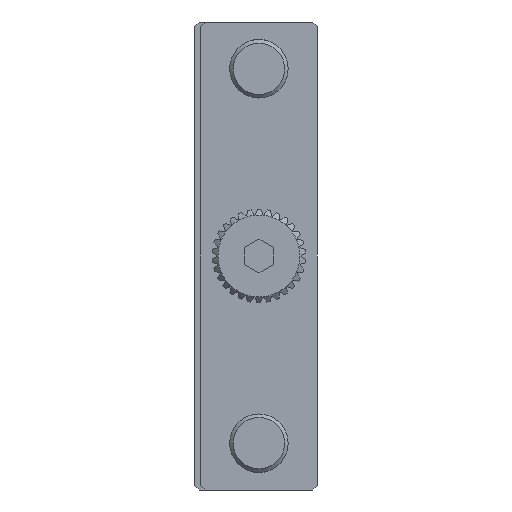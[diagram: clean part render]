
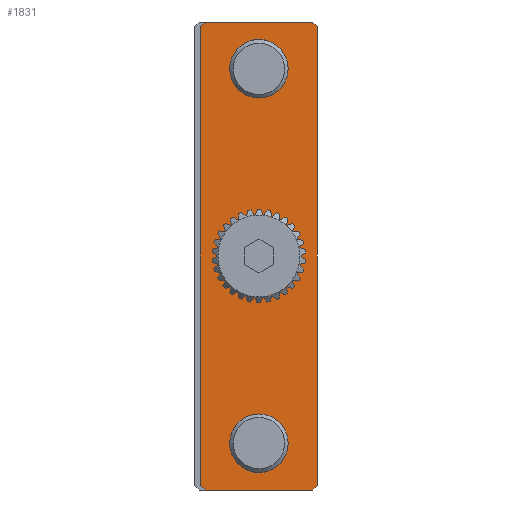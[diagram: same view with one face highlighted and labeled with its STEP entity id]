
A CAD part, left-side view. The second image highlights one B-rep face of the part: STEP entity #1831.
In plain terms, the highlighted planar face has unit normal (-1, 0, 0).
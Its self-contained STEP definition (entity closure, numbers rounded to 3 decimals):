
#36 = CARTESIAN_POINT ( 'NONE',  ( 0., 0.41, 0. ) ) ;
#100 = VERTEX_POINT ( 'NONE', #7822 ) ;
#162 = VERTEX_POINT ( 'NONE', #2592 ) ;
#168 = ORIENTED_EDGE ( 'NONE', *, *, #4635, .F. ) ;
#189 = LINE ( 'NONE', #3573, #6363 ) ;
#190 = CARTESIAN_POINT ( 'NONE',  ( 0., 10., -0.41 ) ) ;
#318 = DIRECTION ( 'NONE',  ( 0., 0., 1. ) ) ;
#331 = CARTESIAN_POINT ( 'NONE',  ( 0., 0.41, 0. ) ) ;
#341 = EDGE_CURVE ( 'NONE', #162, #1706, #5717, .T. ) ;
#385 = EDGE_CURVE ( 'NONE', #100, #5160, #3627, .T. ) ;
#410 = VECTOR ( 'NONE', #2692, 1000. ) ;
#594 = VERTEX_POINT ( 'NONE', #5883 ) ;
#725 = EDGE_CURVE ( 'NONE', #7062, #2191, #812, .T. ) ;
#812 = LINE ( 'NONE', #190, #7854 ) ;
#1219 = ORIENTED_EDGE ( 'NONE', *, *, #6283, .F. ) ;
#1369 = VERTEX_POINT ( 'NONE', #6109 ) ;
#1374 = CIRCLE ( 'NONE', #6233, 2.5 ) ;
#1382 = FACE_BOUND ( 'NONE', #4489, .T. ) ;
#1410 = VERTEX_POINT ( 'NONE', #8067 ) ;
#1438 = CARTESIAN_POINT ( 'NONE',  ( 0., 9.59, 0. ) ) ;
#1470 = EDGE_CURVE ( 'NONE', #7062, #3320, #6655, .T. ) ;
#1482 = VECTOR ( 'NONE', #6094, 1000. ) ;
#1542 = AXIS2_PLACEMENT_3D ( 'NONE', #8071, #4747, #3311 ) ;
#1583 = CARTESIAN_POINT ( 'NONE',  ( 0., 5., -36. ) ) ;
#1706 = VERTEX_POINT ( 'NONE', #8112 ) ;
#1831 = ADVANCED_FACE ( 'NONE', ( #5594, #1382, #7162, #3323 ), #2552, .F. ) ;
#1863 = DIRECTION ( 'NONE',  ( 0., 0., -1. ) ) ;
#2191 = VERTEX_POINT ( 'NONE', #3142 ) ;
#2249 = ORIENTED_EDGE ( 'NONE', *, *, #6886, .F. ) ;
#2477 = LINE ( 'NONE', #8484, #6687 ) ;
#2493 = EDGE_LOOP ( 'NONE', ( #6018, #2249, #5377, #7915, #7204, #7567, #168, #5548 ) ) ;
#2530 = CARTESIAN_POINT ( 'NONE',  ( 0., 0., -40. ) ) ;
#2552 = PLANE ( 'NONE',  #4248 ) ;
#2592 = CARTESIAN_POINT ( 'NONE',  ( 0., 10., -39.59 ) ) ;
#2692 = DIRECTION ( 'NONE',  ( 0., -0.707, -0.707 ) ) ;
#2927 = VECTOR ( 'NONE', #7136, 1000. ) ;
#3028 = CARTESIAN_POINT ( 'NONE',  ( 0., 9.59, -40. ) ) ;
#3142 = CARTESIAN_POINT ( 'NONE',  ( 0., 10., -0.41 ) ) ;
#3205 = CARTESIAN_POINT ( 'NONE',  ( 0., 0., 0. ) ) ;
#3278 = EDGE_LOOP ( 'NONE', ( #1219 ) ) ;
#3311 = DIRECTION ( 'NONE',  ( 0., 0., 1. ) ) ;
#3320 = VERTEX_POINT ( 'NONE', #331 ) ;
#3323 = FACE_BOUND ( 'NONE', #5855, .T. ) ;
#3573 = CARTESIAN_POINT ( 'NONE',  ( 0., 0., -0.41 ) ) ;
#3609 = DIRECTION ( 'NONE',  ( -1., 0., 0. ) ) ;
#3627 = LINE ( 'NONE', #6378, #6868 ) ;
#3851 = DIRECTION ( 'NONE',  ( -1., 0., 0. ) ) ;
#3857 = EDGE_CURVE ( 'NONE', #100, #6351, #189, .T. ) ;
#3859 = DIRECTION ( 'NONE',  ( 1., 0., 0. ) ) ;
#3965 = ORIENTED_EDGE ( 'NONE', *, *, #5307, .F. ) ;
#4248 = AXIS2_PLACEMENT_3D ( 'NONE', #3205, #3859, #1863 ) ;
#4362 = EDGE_CURVE ( 'NONE', #594, #594, #1374, .T. ) ;
#4462 = CARTESIAN_POINT ( 'NONE',  ( 0., 5., -20. ) ) ;
#4489 = EDGE_LOOP ( 'NONE', ( #8530 ) ) ;
#4515 = DIRECTION ( 'NONE',  ( 0., 0., 1. ) ) ;
#4635 = EDGE_CURVE ( 'NONE', #3320, #6351, #6005, .T. ) ;
#4747 = DIRECTION ( 'NONE',  ( -1., 0., 0. ) ) ;
#4793 = DIRECTION ( 'NONE',  ( 0., 0., 1. ) ) ;
#4978 = DIRECTION ( 'NONE',  ( 0., -0.707, -0.707 ) ) ;
#4981 = AXIS2_PLACEMENT_3D ( 'NONE', #4462, #3851, #6517 ) ;
#5090 = LINE ( 'NONE', #2530, #2927 ) ;
#5160 = VERTEX_POINT ( 'NONE', #8220 ) ;
#5307 = EDGE_CURVE ( 'NONE', #1410, #1410, #6927, .T. ) ;
#5308 = CARTESIAN_POINT ( 'NONE',  ( 0., 0., -0.41 ) ) ;
#5377 = ORIENTED_EDGE ( 'NONE', *, *, #341, .T. ) ;
#5532 = DIRECTION ( 'NONE',  ( 0., 0.707, -0.707 ) ) ;
#5548 = ORIENTED_EDGE ( 'NONE', *, *, #1470, .F. ) ;
#5594 = FACE_OUTER_BOUND ( 'NONE', #2493, .T. ) ;
#5717 = LINE ( 'NONE', #3028, #8265 ) ;
#5855 = EDGE_LOOP ( 'NONE', ( #3965 ) ) ;
#5883 = CARTESIAN_POINT ( 'NONE',  ( 0., 5., -33.5 ) ) ;
#6005 = LINE ( 'NONE', #36, #410 ) ;
#6018 = ORIENTED_EDGE ( 'NONE', *, *, #725, .T. ) ;
#6094 = DIRECTION ( 'NONE',  ( 0., -1., 0. ) ) ;
#6109 = CARTESIAN_POINT ( 'NONE',  ( 0., 5., -1.5 ) ) ;
#6233 = AXIS2_PLACEMENT_3D ( 'NONE', #1583, #3609, #318 ) ;
#6283 = EDGE_CURVE ( 'NONE', #1369, #1369, #7366, .T. ) ;
#6332 = DIRECTION ( 'NONE',  ( 0., 0.707, -0.707 ) ) ;
#6351 = VERTEX_POINT ( 'NONE', #5308 ) ;
#6363 = VECTOR ( 'NONE', #4793, 1000. ) ;
#6378 = CARTESIAN_POINT ( 'NONE',  ( 0., 0., -39.59 ) ) ;
#6517 = DIRECTION ( 'NONE',  ( 0., 0., 1. ) ) ;
#6562 = EDGE_CURVE ( 'NONE', #5160, #1706, #5090, .T. ) ;
#6655 = LINE ( 'NONE', #8052, #1482 ) ;
#6687 = VECTOR ( 'NONE', #4515, 1000. ) ;
#6868 = VECTOR ( 'NONE', #6332, 1000. ) ;
#6886 = EDGE_CURVE ( 'NONE', #162, #2191, #2477, .T. ) ;
#6927 = CIRCLE ( 'NONE', #4981, 1.5 ) ;
#7062 = VERTEX_POINT ( 'NONE', #1438 ) ;
#7136 = DIRECTION ( 'NONE',  ( 0., 1., 0. ) ) ;
#7162 = FACE_BOUND ( 'NONE', #3278, .T. ) ;
#7204 = ORIENTED_EDGE ( 'NONE', *, *, #385, .F. ) ;
#7366 = CIRCLE ( 'NONE', #1542, 2.5 ) ;
#7567 = ORIENTED_EDGE ( 'NONE', *, *, #3857, .T. ) ;
#7822 = CARTESIAN_POINT ( 'NONE',  ( 0., 0., -39.59 ) ) ;
#7854 = VECTOR ( 'NONE', #5532, 1000. ) ;
#7915 = ORIENTED_EDGE ( 'NONE', *, *, #6562, .F. ) ;
#8052 = CARTESIAN_POINT ( 'NONE',  ( 0., 0., 0. ) ) ;
#8067 = CARTESIAN_POINT ( 'NONE',  ( 0., 5., -18.5 ) ) ;
#8071 = CARTESIAN_POINT ( 'NONE',  ( 0., 5., -4. ) ) ;
#8112 = CARTESIAN_POINT ( 'NONE',  ( 0., 9.59, -40. ) ) ;
#8220 = CARTESIAN_POINT ( 'NONE',  ( 0., 0.41, -40. ) ) ;
#8265 = VECTOR ( 'NONE', #4978, 1000. ) ;
#8484 = CARTESIAN_POINT ( 'NONE',  ( 0., 10., 0. ) ) ;
#8530 = ORIENTED_EDGE ( 'NONE', *, *, #4362, .F. ) ;
